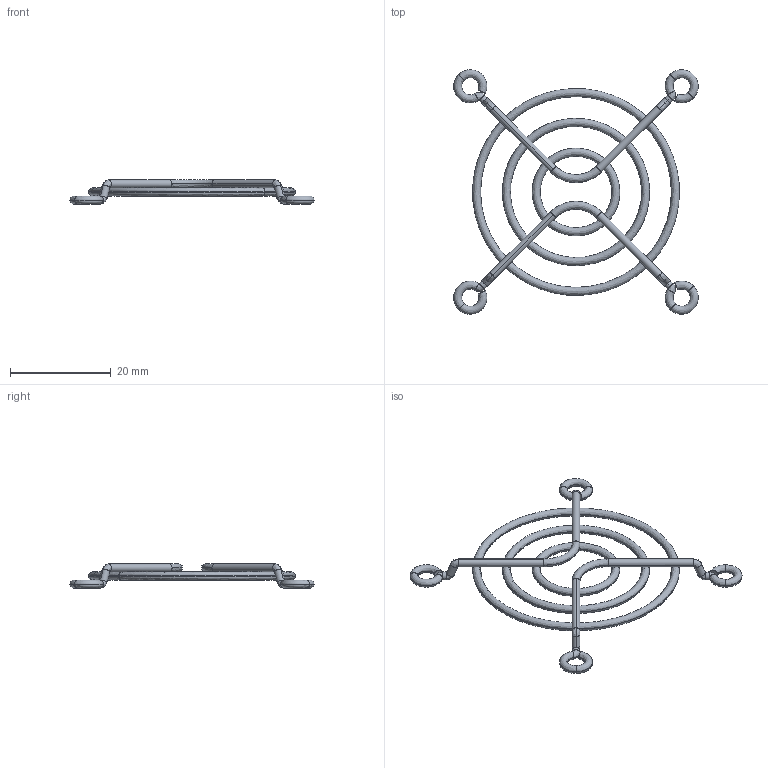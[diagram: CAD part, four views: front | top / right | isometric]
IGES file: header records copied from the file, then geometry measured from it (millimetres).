
Global section: file name: PY50-3HD.mc9; native system: MASTERCAM; preprocessor: 1; date: 200509.121823; units: millimetre
Bounding box: 48.58 x 48.59 x 4.78 mm (x, y, z)
Surface area: 2160.6 mm2 (no closed solid volume)
Topology: 0 solids, 0 shells, 88 faces, 438 edges, 442 vertices
Faces by surface type: bspline 88
